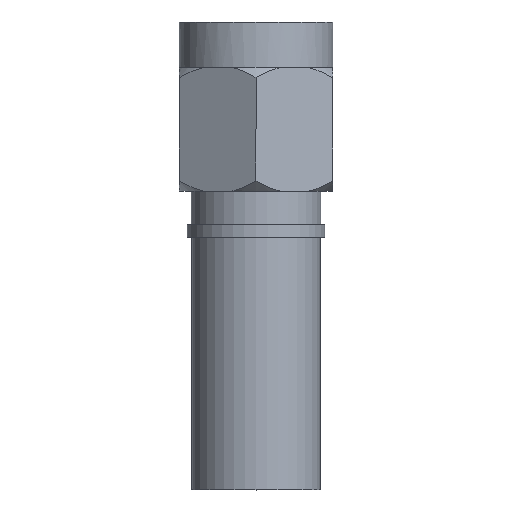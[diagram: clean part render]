
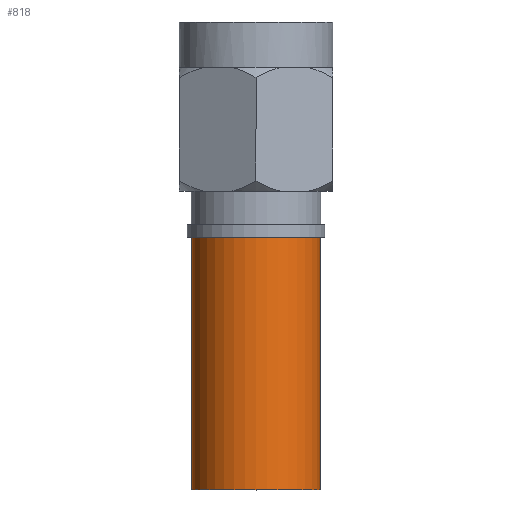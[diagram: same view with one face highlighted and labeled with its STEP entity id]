
A CAD part, top view. The second image highlights one B-rep face of the part: STEP entity #818.
In plain terms, the highlighted cylindrical face has radius 3.239 mm (diameter 6.477 mm), a full revolution.
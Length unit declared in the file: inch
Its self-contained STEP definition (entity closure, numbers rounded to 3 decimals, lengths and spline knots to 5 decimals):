
#95=CYLINDRICAL_SURFACE('',#1423,0.1275);
#223=VERTEX_POINT('',#1195);
#226=VERTEX_POINT('',#1205);
#285=CIRCLE('',#1417,0.1275);
#288=CIRCLE('',#1424,0.1275);
#353=EDGE_CURVE('',#223,#223,#285,.F.);
#356=EDGE_CURVE('',#226,#226,#288,.T.);
#470=ORIENTED_EDGE('',*,*,#356,.F.);
#471=ORIENTED_EDGE('',*,*,#353,.T.);
#655=EDGE_LOOP('',(#470));
#656=EDGE_LOOP('',(#471));
#739=FACE_BOUND('',#655,.T.);
#740=FACE_BOUND('',#656,.T.);
#818=ADVANCED_FACE('',(#739,#740),#95,.T.);
#937=DIRECTION('',(0.,1.,0.));
#938=DIRECTION('',(0.,0.,-0.128));
#948=DIRECTION('',(0.,-1.,0.));
#949=DIRECTION('',(0.,0.,-0.128));
#950=DIRECTION('',(0.,-1.,0.));
#951=DIRECTION('',(0.,0.,-0.128));
#1194=CARTESIAN_POINT('',(0.,0.305,0.));
#1195=CARTESIAN_POINT('',(0.,0.305,0.1275));
#1203=CARTESIAN_POINT('',(0.,-0.135,0.));
#1204=CARTESIAN_POINT('',(0.,-0.195,0.));
#1205=CARTESIAN_POINT('',(0.,-0.195,-0.1275));
#1417=AXIS2_PLACEMENT_3D('',#1194,#937,#938);
#1423=AXIS2_PLACEMENT_3D('',#1203,#948,#949);
#1424=AXIS2_PLACEMENT_3D('',#1204,#950,#951);
